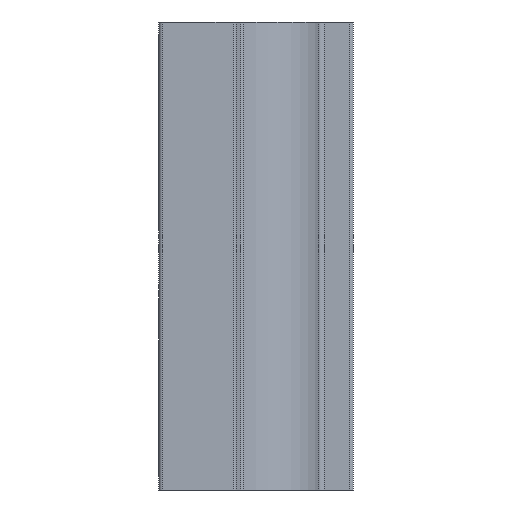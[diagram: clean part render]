
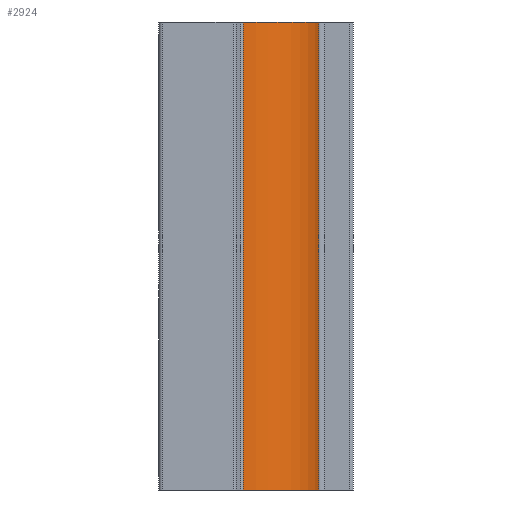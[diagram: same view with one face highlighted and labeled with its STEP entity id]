
A CAD part, left-side view. The second image highlights one B-rep face of the part: STEP entity #2924.
In plain terms, the highlighted cylindrical face has radius 7.1 mm (diameter 14.2 mm), a partial arc.
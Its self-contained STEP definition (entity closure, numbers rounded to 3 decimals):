
#90=CYLINDRICAL_SURFACE('',#3191,7.1);
#215=CIRCLE('',#3192,7.1);
#216=CIRCLE('',#3193,7.1);
#533=ORIENTED_EDGE('',*,*,#1315,.T.);
#534=ORIENTED_EDGE('',*,*,#1316,.F.);
#535=ORIENTED_EDGE('',*,*,#1317,.F.);
#536=ORIENTED_EDGE('',*,*,#1313,.T.);
#1313=EDGE_CURVE('',#1685,#1684,#1925,.T.);
#1315=EDGE_CURVE('',#1684,#1686,#215,.T.);
#1316=EDGE_CURVE('',#1687,#1686,#1926,.T.);
#1317=EDGE_CURVE('',#1685,#1687,#216,.T.);
#1684=VERTEX_POINT('',#4806);
#1685=VERTEX_POINT('',#4808);
#1686=VERTEX_POINT('',#4812);
#1687=VERTEX_POINT('',#4814);
#1925=LINE('',#4807,#2180);
#1926=LINE('',#4813,#2181);
#2180=VECTOR('',#3748,1000.);
#2181=VECTOR('',#3755,1000.);
#2382=EDGE_LOOP('',(#533,#534,#535,#536));
#2621=FACE_BOUND('',#2382,.T.);
#2924=ADVANCED_FACE('',(#2621),#90,.T.);
#3191=AXIS2_PLACEMENT_3D('',#4810,#3751,#3752);
#3192=AXIS2_PLACEMENT_3D('',#4811,#3753,#3754);
#3193=AXIS2_PLACEMENT_3D('',#4815,#3756,#3757);
#3748=DIRECTION('',(0.,0.,-1.));
#3751=DIRECTION('',(0.,0.,-1.));
#3752=DIRECTION('',(-1.,0.,0.));
#3753=DIRECTION('',(0.,0.,1.));
#3754=DIRECTION('',(1.,0.,0.));
#3755=DIRECTION('',(0.,0.,-1.));
#3756=DIRECTION('',(0.,0.,1.));
#3757=DIRECTION('',(1.,0.,0.));
#4806=CARTESIAN_POINT('',(18.368,2.95,0.));
#4807=CARTESIAN_POINT('',(18.368,2.95,40.5));
#4808=CARTESIAN_POINT('',(18.368,2.95,40.5));
#4810=CARTESIAN_POINT('',(16.5,9.8,40.5));
#4811=CARTESIAN_POINT('',(16.5,9.8,0.));
#4812=CARTESIAN_POINT('',(23.594,9.516,0.));
#4813=CARTESIAN_POINT('',(23.594,9.516,40.5));
#4814=CARTESIAN_POINT('',(23.594,9.516,40.5));
#4815=CARTESIAN_POINT('',(16.5,9.8,40.5));
